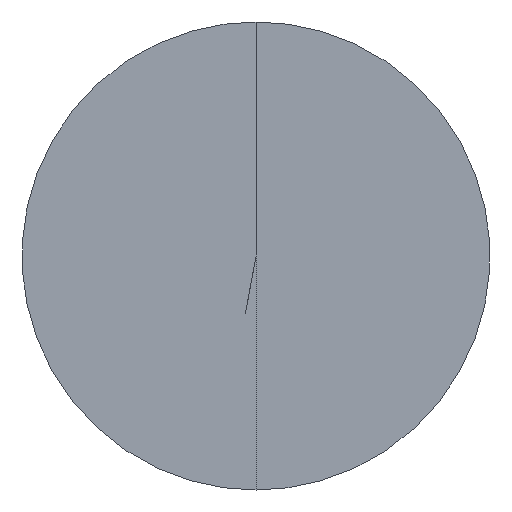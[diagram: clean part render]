
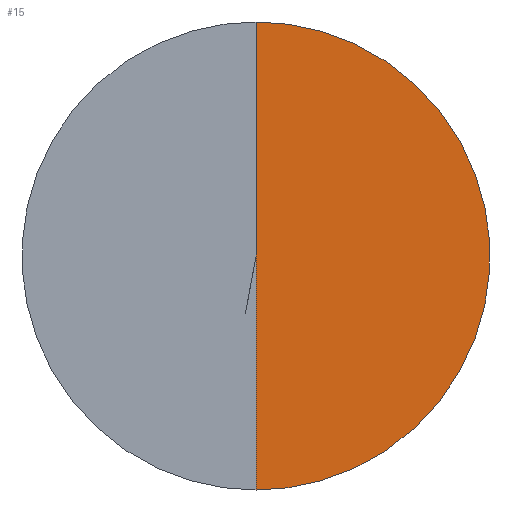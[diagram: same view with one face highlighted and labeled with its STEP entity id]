
A CAD part, front view. The second image highlights one B-rep face of the part: STEP entity #15.
In plain terms, the highlighted free-form (B-spline) face has degree [2, 1] with [5, 2] control points.
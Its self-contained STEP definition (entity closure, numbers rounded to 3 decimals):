
#15=ADVANCED_FACE('',(#67),#529,.T.);
#67=FACE_OUTER_BOUND('',#119,.T.);
#119=EDGE_LOOP('',(#173,#174,#175));
#173=ORIENTED_EDGE('',*,*,#427,.T.);
#174=ORIENTED_EDGE('',*,*,#400,.F.);
#175=ORIENTED_EDGE('',*,*,#374,.F.);
#374=EDGE_CURVE('',#476,#502,#642,.T.);
#400=EDGE_CURVE('',#502,#504,#586,.T.);
#427=EDGE_CURVE('',#476,#504,#663,.T.);
#476=VERTEX_POINT('',#1863);
#502=VERTEX_POINT('',#1889);
#504=VERTEX_POINT('',#1891);
#529=(
BOUNDED_SURFACE()
B_SPLINE_SURFACE(2,1,((#1173,#1174),(#1175,#1176),(#1177,#1178),(#1179,#1180),
(#1181,#1182)),.UNSPECIFIED.,.F.,.F.,.F.)
B_SPLINE_SURFACE_WITH_KNOTS((3,2,3),(2,2),(0.,1.571,3.142),
(0.,22.5),.UNSPECIFIED.)
GEOMETRIC_REPRESENTATION_ITEM()
RATIONAL_B_SPLINE_SURFACE(((1.,1.),(0.707,0.707),
(1.,1.),(0.707,0.707),(1.,1.)))
REPRESENTATION_ITEM('')
SURFACE()
);
#586=(
BOUNDED_CURVE()
B_SPLINE_CURVE(2,(#843,#844,#845,#846,#847),.UNSPECIFIED.,.F.,.F.)
B_SPLINE_CURVE_WITH_KNOTS((3,2,3),(0.,1.571,3.142),
.UNSPECIFIED.)
CURVE()
GEOMETRIC_REPRESENTATION_ITEM()
RATIONAL_B_SPLINE_CURVE((1.,0.707,1.,0.707,1.))
REPRESENTATION_ITEM('')
);
#642=B_SPLINE_CURVE_WITH_KNOTS('',1,(#773,#774),.UNSPECIFIED.,.F.,.F.,(2,
2),(0.,22.5),.UNSPECIFIED.);
#663=B_SPLINE_CURVE_WITH_KNOTS('',1,(#975,#976),.UNSPECIFIED.,.F.,.F.,(2,
2),(0.,22.5),.UNSPECIFIED.);
#773=CARTESIAN_POINT('',(0.,-30.,0.));
#774=CARTESIAN_POINT('',(0.,-30.,22.5));
#843=CARTESIAN_POINT('',(0.,-30.,22.5));
#844=CARTESIAN_POINT('',(22.5,-30.,22.5));
#845=CARTESIAN_POINT('',(22.5,-30.,0.));
#846=CARTESIAN_POINT('',(22.5,-30.,-22.5));
#847=CARTESIAN_POINT('',(0.,-30.,-22.5));
#975=CARTESIAN_POINT('',(0.,-30.,0.));
#976=CARTESIAN_POINT('',(0.,-30.,-22.5));
#1173=CARTESIAN_POINT('',(0.,-30.,0.));
#1174=CARTESIAN_POINT('',(0.,-30.,22.5));
#1175=CARTESIAN_POINT('',(0.,-30.,0.));
#1176=CARTESIAN_POINT('',(22.5,-30.,22.5));
#1177=CARTESIAN_POINT('',(0.,-30.,0.));
#1178=CARTESIAN_POINT('',(22.5,-30.,0.));
#1179=CARTESIAN_POINT('',(0.,-30.,0.));
#1180=CARTESIAN_POINT('',(22.5,-30.,-22.5));
#1181=CARTESIAN_POINT('',(0.,-30.,0.));
#1182=CARTESIAN_POINT('',(0.,-30.,-22.5));
#1863=CARTESIAN_POINT('',(0.,-30.,0.));
#1889=CARTESIAN_POINT('',(0.,-30.,22.5));
#1891=CARTESIAN_POINT('',(0.,-30.,-22.5));
